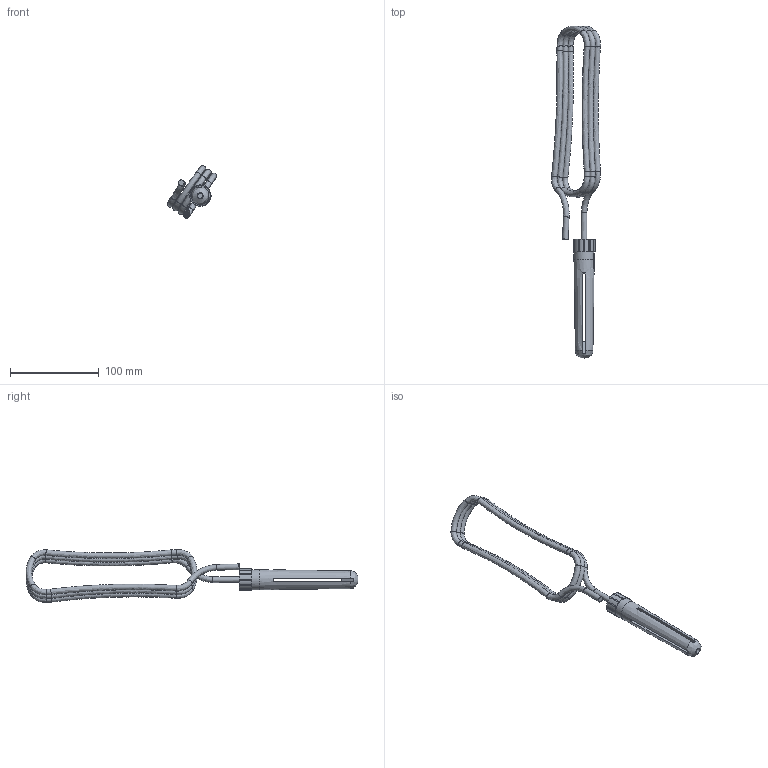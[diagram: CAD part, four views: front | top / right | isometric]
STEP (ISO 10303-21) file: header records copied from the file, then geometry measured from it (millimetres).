
FILE_DESCRIPTION(/* description */ (''),/* implementation_level */ '2;1');
FILE_NAME(/* name */ '55843 Zusatzelektrode.stp',/* time_stamp */ '2017-09-22T09:53:58+02:00',/* author */ ('guzb562'),/* organization */ (''),/* preprocessor_version */ 'ST-DEVELOPER v16.1',/* originating_system */ 'Autodesk Inventor 2016',/* authorisation */ '');
FILE_SCHEMA (('AUTOMOTIVE_DESIGN { 1 0 10303 214 3 1 1 }'));
Length unit declared in the file: millimetre
Products named in the file (3): 55843_zusatzelektrode; kabelpaket_3; 55843 Zusatzelektrode
Assembly tree (2 placements, depth 2):
  55843 Zusatzelektrode
    55843_zusatzelektrode
    kabelpaket_3
Bounding box: 55.46 x 375.03 x 59.25 mm (x, y, z)
Volume: 83867.5 mm3; surface area: 44751.1 mm2
Topology: 2 solids, 2 shells, 553 faces, 1535 edges, 1021 vertices
Faces by surface type: plane 257, bspline 220, cylinder 60, cone 16
Full cylindrical faces by diameter (mm): 5.8 x1, 6 x2, 23.011 x1
Entity records: 29216 total; most frequent: CARTESIAN_POINT 16535, ORIENTED_EDGE 3008, DIRECTION 1976, EDGE_CURVE 1504, VERTEX_POINT 1003, LINE 724, VECTOR 724, AXIS2_PLACEMENT_3D 626
